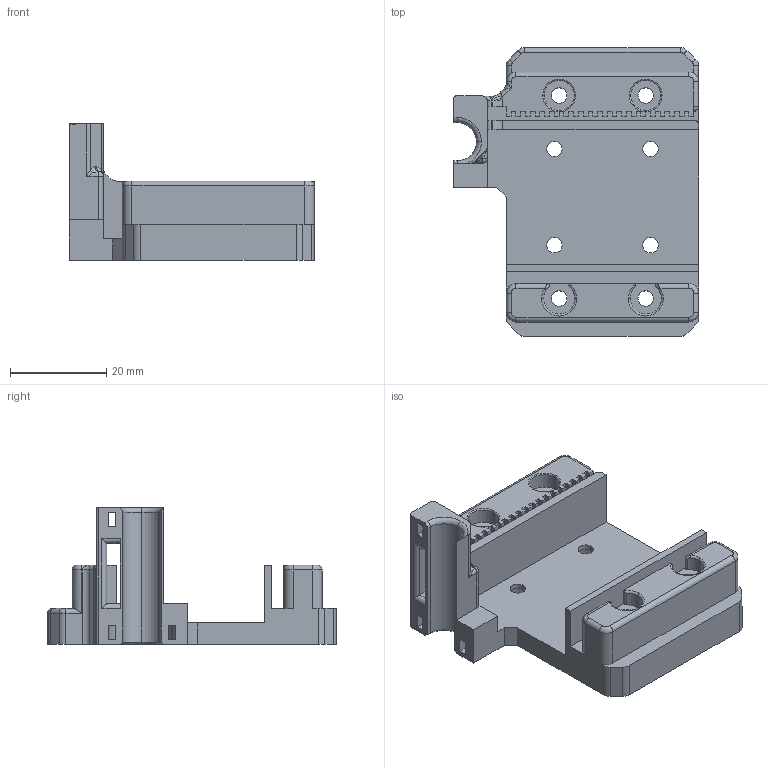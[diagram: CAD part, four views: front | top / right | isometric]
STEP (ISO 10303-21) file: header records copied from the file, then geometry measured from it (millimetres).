
FILE_DESCRIPTION (( 'STEP AP214' ), '1' );
FILE_NAME ('A_Carriage.STEP', '2024-10-12T22:33:30', ( '' ), ( '' ), 'SwSTEP 2.0', 'SolidWorks 2024', '' );
FILE_SCHEMA (( 'AUTOMOTIVE_DESIGN' ));
Length unit declared in the file: millimetre
Products named in the file (1): A_Carriage
Bounding box: 51 x 60.12 x 28.5 mm (x, y, z)
Volume: 22829.5 mm3; surface area: 12577.4 mm2
Topology: 1 solids, 1 shells, 274 faces, 753 edges, 478 vertices
Faces by surface type: plane 139, cylinder 96, torus 25, bspline 11, sphere 2, cone 1
Entity records: 8957 total; most frequent: CARTESIAN_POINT 1894, ORIENTED_EDGE 1494, DIRECTION 1470, EDGE_CURVE 747, VECTOR 490, LINE 490, AXIS2_PLACEMENT_3D 490, VERTEX_POINT 478
